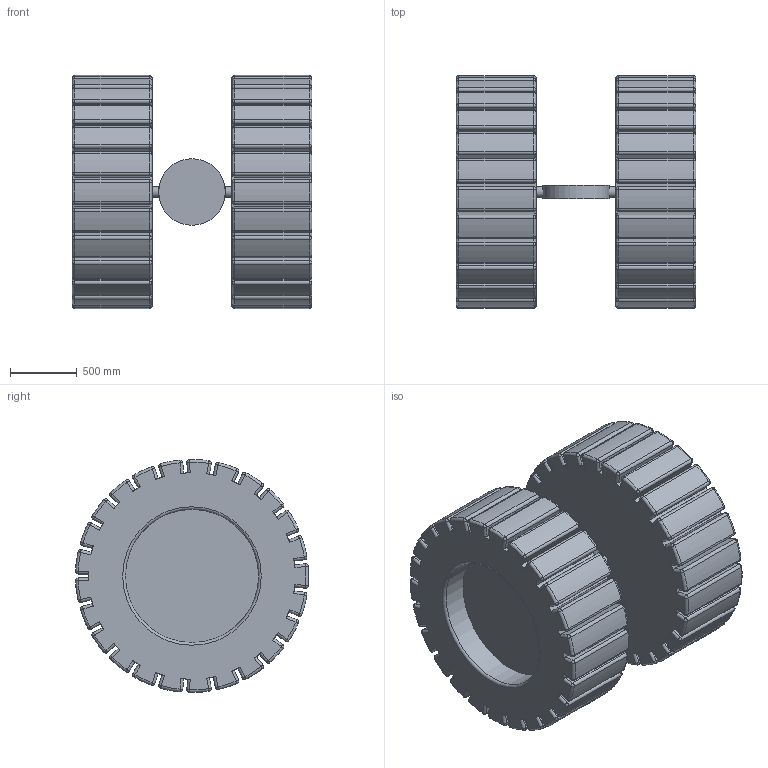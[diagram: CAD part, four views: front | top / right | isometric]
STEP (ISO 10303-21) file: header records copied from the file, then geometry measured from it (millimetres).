
FILE_DESCRIPTION(/* description */ (''),/* implementation_level */ '2;1');
FILE_NAME(/* name */ 'Ruedas.stp',/* time_stamp */ '2024-05-06T11:57:50+02:00',/* author */ ('david'),/* organization */ (''),/* preprocessor_version */ 'ST-DEVELOPER v20',/* originating_system */ 'Autodesk Inventor 2025',/* authorisation */ '');
FILE_SCHEMA (('AUTOMOTIVE_DESIGN { 1 0 10303 214 3 1 1 }'));
Length unit declared in the file: millimetre
Products named in the file (1): Grua_RTG_Ruedas
Bounding box: 1800 x 1748.92 x 1749.58 mm (x, y, z)
Volume: 2493356983.4 mm3; surface area: 22822818.5 mm2
Topology: 1 solids, 1 shells, 814 faces, 1822 edges, 1015 vertices
Faces by surface type: cylinder 355, sphere 200, plane 158, torus 101
Full cylindrical faces by diameter (mm): 80 x2, 500 x1, 1000 x2
Entity records: 22491 total; most frequent: DIRECTION 4458, CARTESIAN_POINT 3785, ORIENTED_EDGE 3644, AXIS2_PLACEMENT_3D 1826, EDGE_CURVE 1822, VERTEX_POINT 1015, CIRCLE 1011, EDGE_LOOP 819
